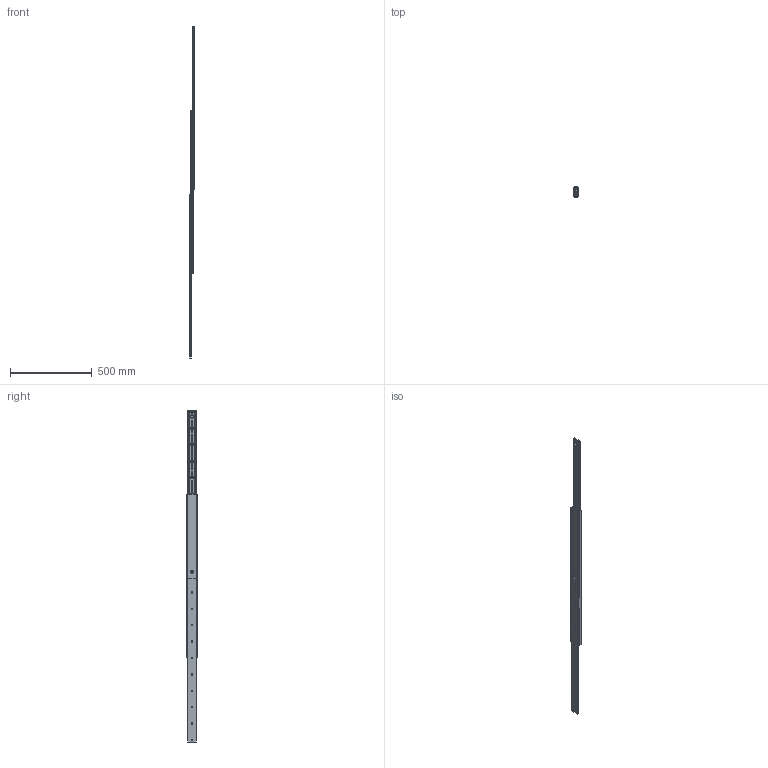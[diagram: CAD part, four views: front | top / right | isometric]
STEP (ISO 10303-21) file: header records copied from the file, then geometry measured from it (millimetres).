
FILE_DESCRIPTION (( 'STEP AP214' ), '1' );
FILE_NAME ('Telescopic-410-1000-Rollco.step', '2023-11-07T13:47:17', ( '' ), ( '' ), 'SwSTEP 2.0', 'SolidWorks 2010', '' );
FILE_SCHEMA (( 'AUTOMOTIVE_DESIGN' ));
Length unit declared in the file: millimetre
Products named in the file (3): Slide-Middle-410-Rollco; Slide-Inner-410-Rollco; Telescopic-410-1000-Rollco
Assembly tree (3 placements, depth 2):
  Telescopic-410-1000-Rollco
    Slide-Inner-410-Rollco  x2
    Slide-Middle-410-Rollco
Bounding box: 26 x 68 x 2025 mm (x, y, z)
Volume: 1172992.4 mm3; surface area: 472377.8 mm2
Topology: 3 solids, 3 shells, 206 faces, 642 edges, 416 vertices
Faces by surface type: plane 116, cylinder 70, cone 20
Full cylindrical faces by diameter (mm): 8.5 x20, 18 x2
Entity records: 4409 total; most frequent: CARTESIAN_POINT 862, ORIENTED_EDGE 722, DIRECTION 703, EDGE_CURVE 361, AXIS2_PLACEMENT_3D 247, VERTEX_POINT 246, VECTOR 209, LINE 209
